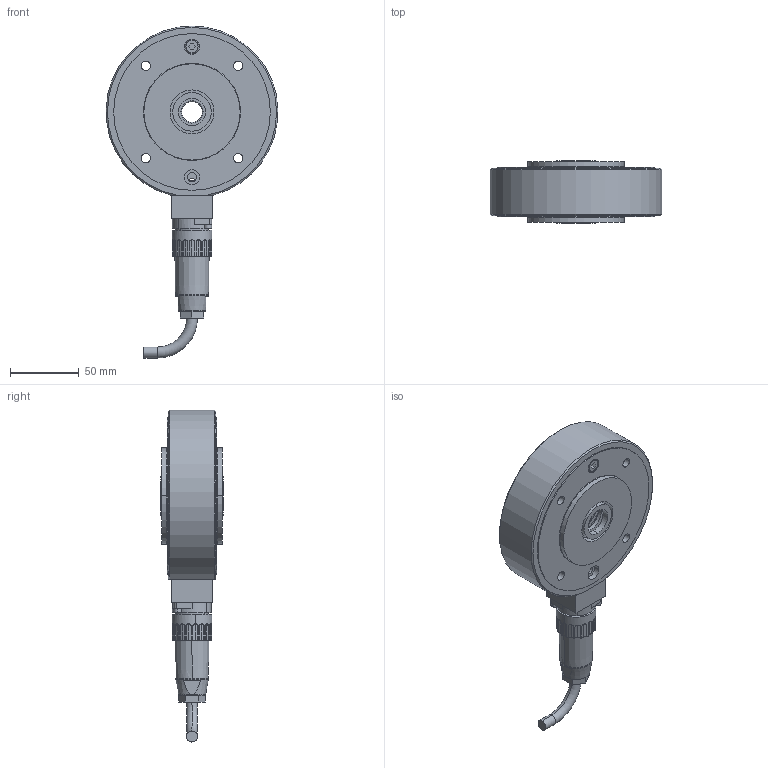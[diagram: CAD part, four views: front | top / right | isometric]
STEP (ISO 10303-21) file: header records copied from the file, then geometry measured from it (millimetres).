
FILE_DESCRIPTION (( 'STEP AP203' ), '1' );
FILE_NAME ('31101987_stp_-.step', '2019-12-25T15:34:21', ( '' ), ( '' ), 'SwSTEP 2.0', 'SolidWorks 2018', '' );
FILE_SCHEMA (( 'CONFIG_CONTROL_DESIGN' ));
Length unit declared in the file: millimetre
Products named in the file (16): Kabeldose_Kunstst_7pol_01; 51065_01; 49009_01; 49046-04_stp_01; 49366_01; Flanschstecker_Kunstst_7Pol_01; 43403.03_01; PKL_2202_01; Zyl-Schr DIN912_M3x25; 31101987_stp_-; 49027_01; 49046-05_stp_01; 51064_01; Zyl-Schr DIN7984_M6x30; Si-Ring DIN472_D35x1.5; 31101677_V-020A
Assembly tree (18 placements, depth 3):
  31101987_stp_-
    49046-05_stp_01
      49046-04_stp_01
      Si-Ring DIN472_D35x1.5
      49027_01
      Flanschstecker_Kunstst_7Pol_01
      Zyl-Schr DIN912_M3x25  x2
      Kabeldose_Kunstst_7pol_01
    43403.03_01  x2
    49009_01
    49366_01
    51064_01
    51065_01
    PKL_2202_01
    31101677_V-020A  x2
    Zyl-Schr DIN7984_M6x30
Bounding box: 124.89 x 45.1 x 241.5 mm (x, y, z)
Volume: 469069.7 mm3; surface area: 151256.6 mm2
Topology: 39 solids, 39 shells, 669 faces, 1729 edges, 1128 vertices
Faces by surface type: cylinder 375, plane 166, cone 46, torus 44, sphere 38
Entity records: 21193 total; most frequent: CARTESIAN_POINT 4467, DIRECTION 3349, ORIENTED_EDGE 2968, EDGE_CURVE 1484, AXIS2_PLACEMENT_3D 1380, VERTEX_POINT 984, CIRCLE 757, EDGE_LOOP 726
